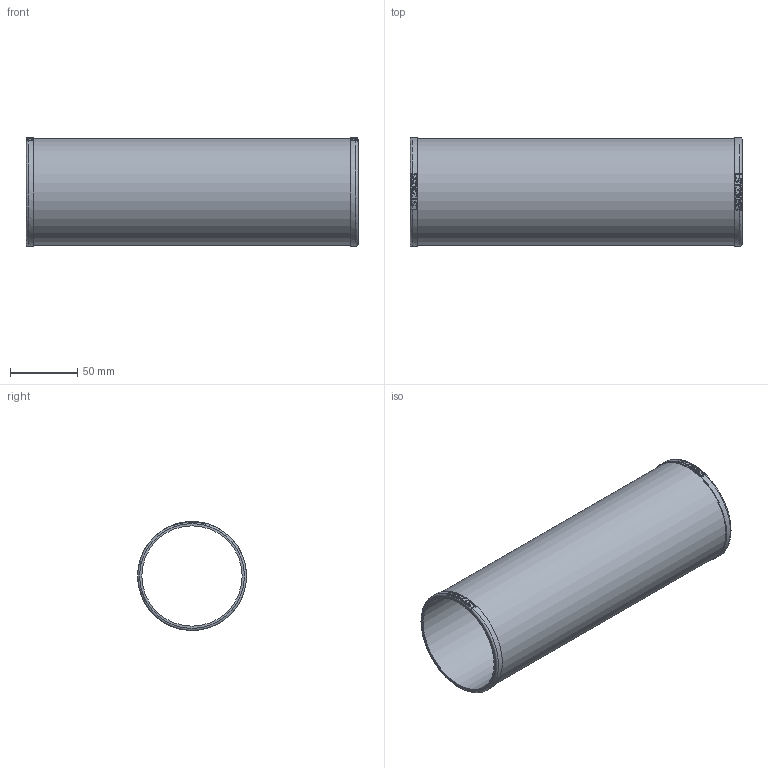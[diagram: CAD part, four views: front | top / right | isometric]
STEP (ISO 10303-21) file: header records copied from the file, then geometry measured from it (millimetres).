
FILE_DESCRIPTION((''),'2;1');
FILE_NAME('LST230SS.stp','2013-03-13T11:49:27',('mclevenger'),(''),'Autodesk Inventor 2013','Autodesk Inventor 2013','');
FILE_SCHEMA(('AUTOMOTIVE_DESIGN { 1 0 10303 214 1 1 1 1 }'));
Length unit declared in the file: inch
Products named in the file (1): LST230SS
Bounding box: 246.89 x 80.98 x 80.98 mm (x, y, z)
Volume: 146393 mm3; surface area: 121294.1 mm2
Topology: 1 solids, 1 shells, 288 faces, 844 edges, 562 vertices
Faces by surface type: bspline 180, plane 84, cylinder 22, torus 2
Full cylindrical faces by diameter (mm): 74.613 x1, 79.451 x1, 80.975 x2
Entity records: 12642 total; most frequent: CARTESIAN_POINT 6230, ORIENTED_EDGE 1672, EDGE_CURVE 836, DIRECTION 752, VERTEX_POINT 560, B_SPLINE_CURVE_WITH_KNOTS 406, VECTOR 326, LINE 326
